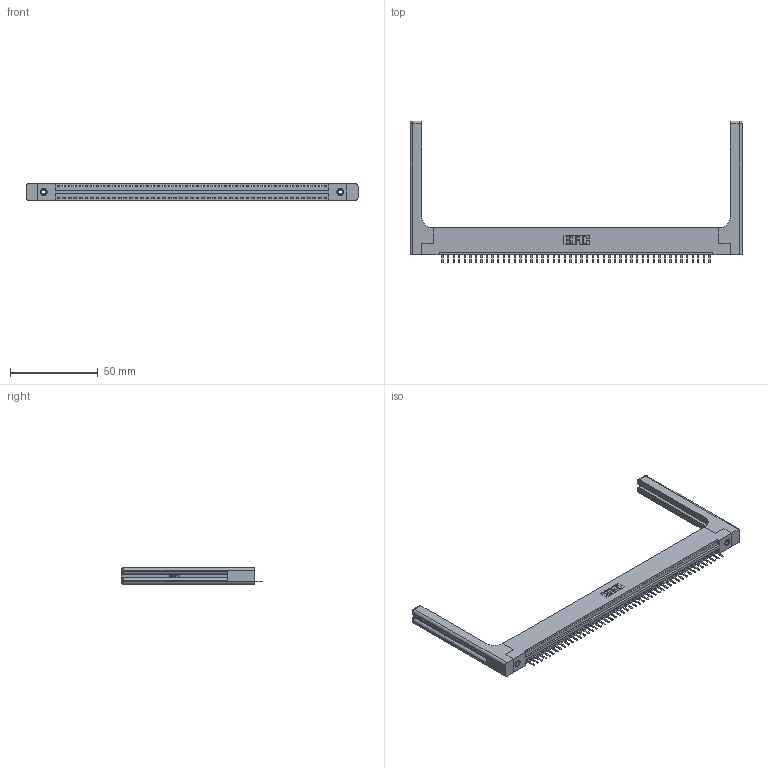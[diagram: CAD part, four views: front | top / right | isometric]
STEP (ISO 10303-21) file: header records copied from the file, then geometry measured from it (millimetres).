
FILE_DESCRIPTION (( 'STEP AP203' ), '1' );
FILE_NAME ('346-049-520-158.STEP', '2022-05-10T00:47:43', ( '' ), ( '' ), 'SwSTEP 2.0', 'SolidWorks 2020', '' );
FILE_SCHEMA (( 'CONFIG_CONTROL_DESIGN' ));
Length unit declared in the file: inch
Products named in the file (5): 346-049-520-158; 345-250-001_345-250-001-102; 346-220-058_345-220-058; 345-292-001_345-293-120; 346 Part_Flush Mounting Lugs - 0.156 Dia-TH
Assembly tree (54 placements, depth 2):
  346-049-520-158
    346 Part_Flush Mounting Lugs - 0.156 Dia-TH
    345-292-001_345-293-120  x49
    345-250-001_345-250-001-102  x2
    346-220-058_345-220-058  x2
Bounding box: 189.64 x 80.98 x 9.4 mm (x, y, z)
Volume: 25560 mm3; surface area: 27356.5 mm2
Topology: 54 solids, 54 shells, 3430 faces, 10047 edges, 6546 vertices
Faces by surface type: plane 2296, cylinder 1074, bspline 36, cone 12, sphere 8, torus 4
Entity records: 35180 total; most frequent: CARTESIAN_POINT 7022, ORIENTED_EDGE 5788, DIRECTION 5104, EDGE_CURVE 2894, VECTOR 2470, LINE 2470, VERTEX_POINT 1918, AXIS2_PLACEMENT_3D 1317
